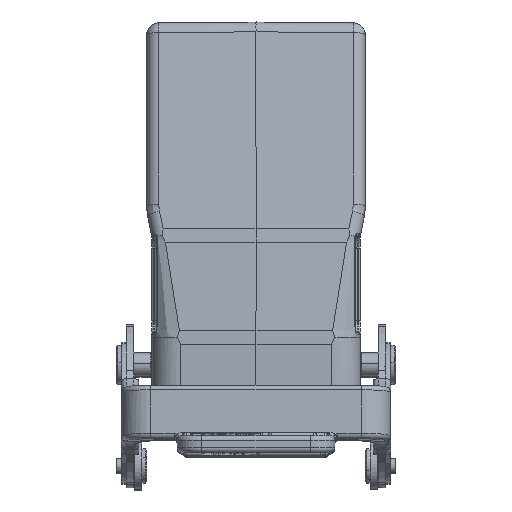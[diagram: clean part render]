
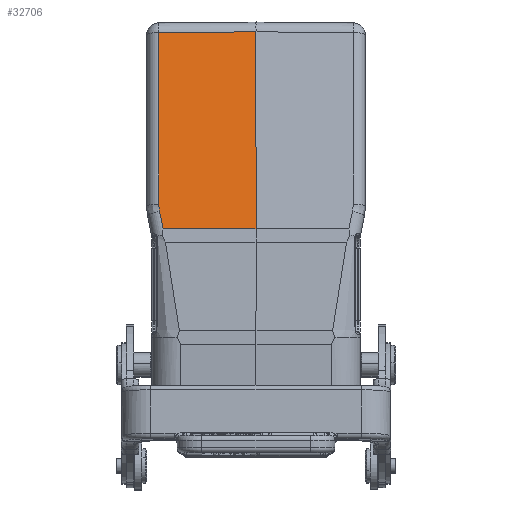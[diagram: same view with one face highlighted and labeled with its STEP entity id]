
A CAD part, top view. The second image highlights one B-rep face of the part: STEP entity #32706.
In plain terms, the highlighted planar face has unit normal (-0.009, 0.19, 0.982).
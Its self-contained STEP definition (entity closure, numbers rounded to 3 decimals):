
#1157=DIRECTION('',(0.,-0.982,0.19));
#1158=VECTOR('',#1157,35.988);
#1159=CARTESIAN_POINT('',(-20.022,19.215,49.747));
#1160=LINE('',#1159,#1158);
#1161=DIRECTION('',(-1.,0.,-0.009));
#1162=VECTOR('',#1161,19.147);
#1163=CARTESIAN_POINT('',(0.,-21.241,
57.74));
#1164=LINE('',#1163,#1162);
#1165=DIRECTION('',(-0.193,0.963,-0.188));
#1166=VECTOR('',#1165,3.79);
#1167=CARTESIAN_POINT('',(-19.146,-21.241,
57.57));
#1168=LINE('',#1167,#1166);
#1169=CARTESIAN_POINT('',(-19.876,-17.591,
56.859));
#1170=CARTESIAN_POINT('',(-19.973,-17.107,
56.764));
#1171=CARTESIAN_POINT('',(-20.022,-16.614,
56.669));
#1172=CARTESIAN_POINT('',(-20.022,-16.12,
56.573));
#1174=DIRECTION('',(1.,0.009,0.007));
#1175=VECTOR('',#1174,20.023);
#1176=CARTESIAN_POINT('',(-20.022,19.215,49.747));
#1177=LINE('',#1176,#1175);
#1178=DIRECTION('',(0.,-0.982,0.19));
#1179=VECTOR('',#1178,41.382);
#1180=CARTESIAN_POINT('',(0.,19.39,
49.891));
#1181=LINE('',#1180,#1179);
#25693=CARTESIAN_POINT('',(0.,19.39,
49.891));
#25694=CARTESIAN_POINT('',(0.,-21.241,
57.74));
#25695=VERTEX_POINT('',#25693);
#25696=VERTEX_POINT('',#25694);
#25701=CARTESIAN_POINT('',(-19.146,-21.241,
57.57));
#25702=VERTEX_POINT('',#25701);
#25703=CARTESIAN_POINT('',(-19.876,-17.591,
56.859));
#25704=VERTEX_POINT('',#25703);
#25705=VERTEX_POINT('',#1172);
#25706=CARTESIAN_POINT('',(-20.022,19.215,
49.747));
#25707=VERTEX_POINT('',#25706);
#32688=CARTESIAN_POINT('',(0.,-22.585,58.));
#32689=DIRECTION('',(-0.009,0.19,0.982));
#32690=DIRECTION('',(0.,-0.982,0.19));
#32691=AXIS2_PLACEMENT_3D('',#32688,#32689,#32690);
#32692=PLANE('',#32691);
#32694=ORIENTED_EDGE('',*,*,#32693,.T.);
#32696=ORIENTED_EDGE('',*,*,#32695,.T.);
#32698=ORIENTED_EDGE('',*,*,#32697,.T.);
#32699=ORIENTED_EDGE('',*,*,#32678,.F.);
#32701=ORIENTED_EDGE('',*,*,#32700,.T.);
#32703=ORIENTED_EDGE('',*,*,#32702,.T.);
#32704=EDGE_LOOP('',(#32694,#32696,#32698,#32699,#32701,#32703));
#32705=FACE_OUTER_BOUND('',#32704,.F.);
#32706=ADVANCED_FACE('',(#32705),#32692,.T.);
#1173=B_SPLINE_CURVE_WITH_KNOTS('',3,(#1169,#1170,#1171,#1172),.UNSPECIFIED.,
.F.,.F.,(4,4),(0.,1.),.UNSPECIFIED.);
#32678=EDGE_CURVE('',#25707,#25705,#1160,.T.);
#32693=EDGE_CURVE('',#25696,#25702,#1164,.T.);
#32695=EDGE_CURVE('',#25702,#25704,#1168,.T.);
#32697=EDGE_CURVE('',#25704,#25705,#1173,.T.);
#32700=EDGE_CURVE('',#25707,#25695,#1177,.T.);
#32702=EDGE_CURVE('',#25695,#25696,#1181,.T.);
